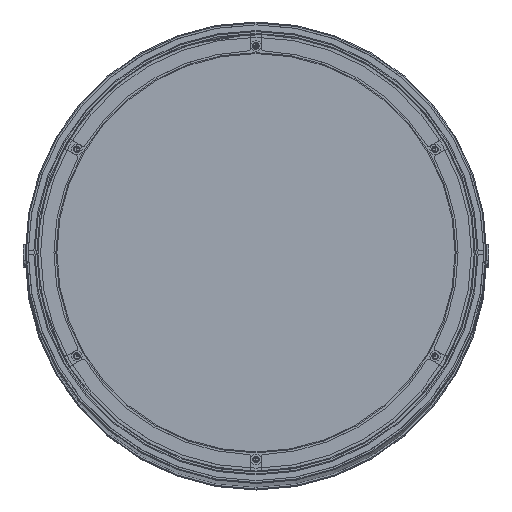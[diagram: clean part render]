
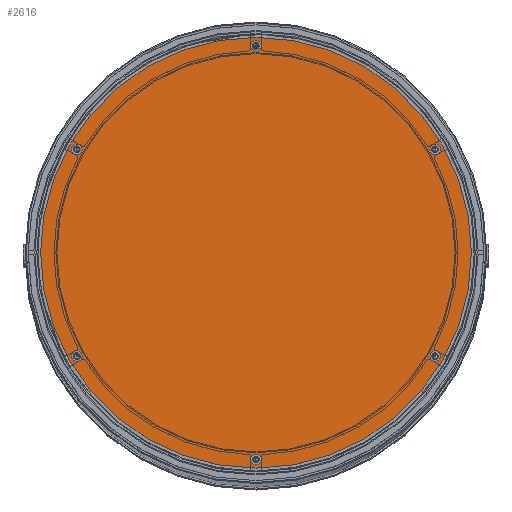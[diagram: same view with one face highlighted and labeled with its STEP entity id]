
A CAD part, top view. The second image highlights one B-rep face of the part: STEP entity #2616.
In plain terms, the highlighted face is planar.
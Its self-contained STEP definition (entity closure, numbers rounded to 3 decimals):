
#367=CIRCLE('',#3171,112.5);
#374=CIRCLE('',#3180,2.75);
#375=CIRCLE('',#3181,2.75);
#376=CIRCLE('',#3182,2.75);
#377=CIRCLE('',#3183,2.75);
#378=CIRCLE('',#3184,2.75);
#379=CIRCLE('',#3185,2.75);
#1021=ORIENTED_EDGE('',*,*,#1376,.T.);
#1022=ORIENTED_EDGE('',*,*,#1377,.T.);
#1023=ORIENTED_EDGE('',*,*,#1378,.T.);
#1024=ORIENTED_EDGE('',*,*,#1379,.T.);
#1025=ORIENTED_EDGE('',*,*,#1380,.T.);
#1026=ORIENTED_EDGE('',*,*,#1381,.T.);
#1027=ORIENTED_EDGE('',*,*,#1369,.T.);
#1369=EDGE_CURVE('',#1619,#1619,#367,.T.);
#1376=EDGE_CURVE('',#1626,#1626,#374,.T.);
#1377=EDGE_CURVE('',#1627,#1627,#375,.T.);
#1378=EDGE_CURVE('',#1628,#1628,#376,.T.);
#1379=EDGE_CURVE('',#1629,#1629,#377,.T.);
#1380=EDGE_CURVE('',#1630,#1630,#378,.T.);
#1381=EDGE_CURVE('',#1631,#1631,#379,.T.);
#1619=VERTEX_POINT('',#4770);
#1626=VERTEX_POINT('',#4786);
#1627=VERTEX_POINT('',#4788);
#1628=VERTEX_POINT('',#4790);
#1629=VERTEX_POINT('',#4792);
#1630=VERTEX_POINT('',#4794);
#1631=VERTEX_POINT('',#4796);
#2149=EDGE_LOOP('',(#1021));
#2150=EDGE_LOOP('',(#1022));
#2151=EDGE_LOOP('',(#1023));
#2152=EDGE_LOOP('',(#1024));
#2153=EDGE_LOOP('',(#1025));
#2154=EDGE_LOOP('',(#1026));
#2155=EDGE_LOOP('',(#1027));
#2383=FACE_BOUND('',#2149,.T.);
#2384=FACE_BOUND('',#2150,.T.);
#2385=FACE_BOUND('',#2151,.T.);
#2386=FACE_BOUND('',#2152,.T.);
#2387=FACE_BOUND('',#2153,.T.);
#2388=FACE_BOUND('',#2154,.T.);
#2389=FACE_BOUND('',#2155,.T.);
#2473=PLANE('',#3179);
#2616=ADVANCED_FACE('',(#2383,#2384,#2385,#2386,#2387,#2388,#2389),#2473,
 .T.);
#3171=AXIS2_PLACEMENT_3D('',#4769,#3989,#3990);
#3179=AXIS2_PLACEMENT_3D('',#4784,#4005,#4006);
#3180=AXIS2_PLACEMENT_3D('',#4785,#4007,#4008);
#3181=AXIS2_PLACEMENT_3D('',#4787,#4009,#4010);
#3182=AXIS2_PLACEMENT_3D('',#4789,#4011,#4012);
#3183=AXIS2_PLACEMENT_3D('',#4791,#4013,#4014);
#3184=AXIS2_PLACEMENT_3D('',#4793,#4015,#4016);
#3185=AXIS2_PLACEMENT_3D('',#4795,#4017,#4018);
#3989=DIRECTION('',(0.,0.,-1.));
#3990=DIRECTION('',(1.,0.,0.));
#4005=DIRECTION('',(0.,0.,-1.));
#4006=DIRECTION('',(-1.,0.,0.));
#4007=DIRECTION('',(0.,0.,1.));
#4008=DIRECTION('',(0.,-1.,0.));
#4009=DIRECTION('',(0.,0.,1.));
#4010=DIRECTION('',(0.,-1.,0.));
#4011=DIRECTION('',(0.,0.,1.));
#4012=DIRECTION('',(0.,-1.,0.));
#4013=DIRECTION('',(0.,0.,1.));
#4014=DIRECTION('',(0.,-1.,0.));
#4015=DIRECTION('',(0.,0.,1.));
#4016=DIRECTION('',(0.,-1.,0.));
#4017=DIRECTION('',(0.,0.,1.));
#4018=DIRECTION('',(0.,-1.,0.));
#4769=CARTESIAN_POINT('',(0.,0.,0.));
#4770=CARTESIAN_POINT('',(112.5,0.,0.));
#4784=CARTESIAN_POINT('',(0.,0.,0.));
#4785=CARTESIAN_POINT('',(-54.,93.531,0.));
#4786=CARTESIAN_POINT('',(-54.,90.781,0.));
#4787=CARTESIAN_POINT('',(54.,93.531,0.));
#4788=CARTESIAN_POINT('',(54.,90.781,0.));
#4789=CARTESIAN_POINT('',(108.,0.,0.));
#4790=CARTESIAN_POINT('',(108.,-2.75,0.));
#4791=CARTESIAN_POINT('',(54.,-93.531,0.));
#4792=CARTESIAN_POINT('',(54.,-96.281,0.));
#4793=CARTESIAN_POINT('',(-54.,-93.531,0.));
#4794=CARTESIAN_POINT('',(-54.,-96.281,0.));
#4795=CARTESIAN_POINT('',(-108.,0.,0.));
#4796=CARTESIAN_POINT('',(-108.,-2.75,0.));
